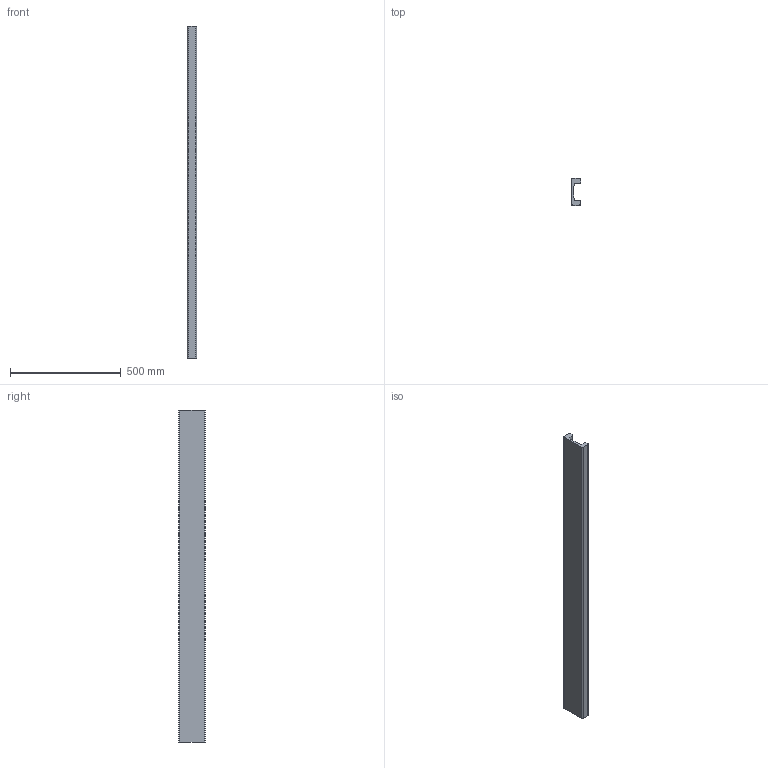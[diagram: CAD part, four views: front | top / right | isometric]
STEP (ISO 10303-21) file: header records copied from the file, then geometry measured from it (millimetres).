
FILE_DESCRIPTION (( 'STEP AP214' ), '1' );
FILE_NAME ('CRT_E308A12C1F.step', '2022-05-04T15:59:00', ( '' ), ( '' ), 'SwSTEP 2.0', 'SolidWorks 2019', '' );
FILE_SCHEMA (( 'AUTOMOTIVE_DESIGN' ));
Length unit declared in the file: inch
Products named in the file (3): CRT_E308A12C1F; 1awHCqeFJB_CADModel_0
Assembly tree (1 placements, depth 2):
  CRT_E308A12C1F
    1awHCqeFJB_CADModel_0
  1awHCqeFJB_CADModel_0
Bounding box: 41 x 121.3 x 1500 mm (x, y, z)
Volume: 3962409.5 mm3; surface area: 548016.1 mm2
Topology: 1 solids, 1 shells, 20 faces, 54 edges, 36 vertices
Faces by surface type: plane 12, cylinder 8
Entity records: 983 total; most frequent: DIRECTION 120, CARTESIAN_POINT 115, ORIENTED_EDGE 108, EDGE_CURVE 54, AXIS2_PLACEMENT_3D 41, LINE 38, VECTOR 38, VERTEX_POINT 36
